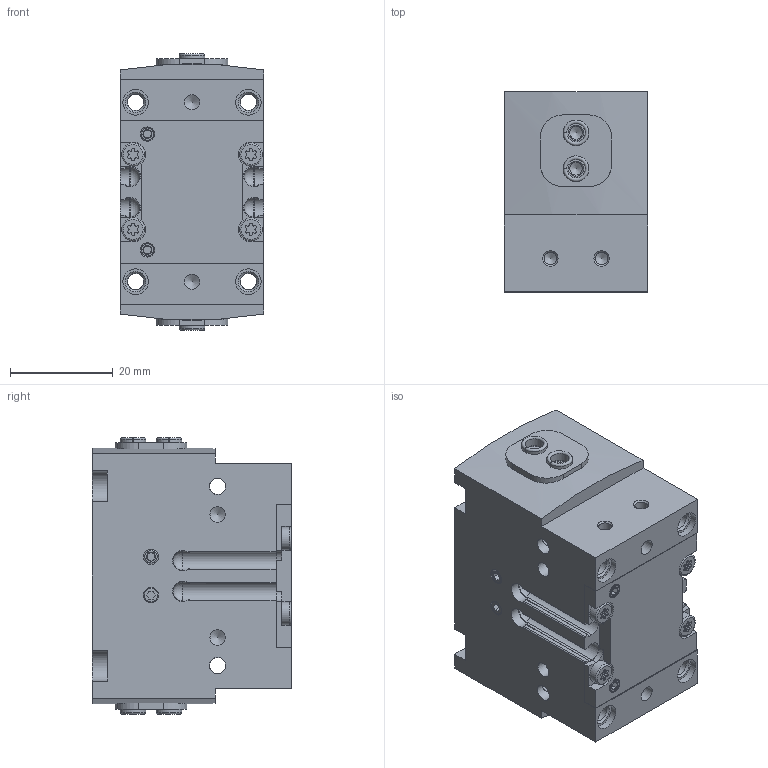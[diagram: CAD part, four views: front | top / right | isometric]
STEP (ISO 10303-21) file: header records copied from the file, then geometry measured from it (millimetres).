
FILE_DESCRIPTION(/* description */ ('STEP AP214'),/* implementation_level */ '2;1');
FILE_NAME(/* name */ '1132939_HGPD-20-A',/* time_stamp */ '2024-08-29T05:50:44+02:00',/* author */ ('License CC BY-ND 4.0'),/* organization */ ('CADENAS'),/* preprocessor_version */ 'ST-DEVELOPER v19.3',/* originating_system */ 'PARTsolutions',/* authorisation */ ' ');
FILE_SCHEMA (('AUTOMOTIVE_DESIGN {1 0 10303 214 3 1 1}'));
Length unit declared in the file: millimetre
Products named in the file (6): 1132939 HGPD-20-A---(0); 1132939 HGPD-20-A (g)---(0); 1132939 HGPD-20-A (b); 8146543 ZBH-5-B; 1131106 (f); DIN-913 - M3x3
Assembly tree (11 placements, depth 2):
  1132939 HGPD-20-A---(0)
    1132939 HGPD-20-A (g)---(0)
    1132939 HGPD-20-A (b)  x2
    8146543 ZBH-5-B  x4
    1131106 (f)
    DIN-913 - M3x3  x3
Bounding box: 28 x 39 x 54 mm (x, y, z)
Volume: 47484.9 mm3; surface area: 18068.9 mm2
Topology: 11 solids, 11 shells, 486 faces, 1200 edges, 763 vertices
Faces by surface type: plane 239, cylinder 173, cone 58, torus 12, sphere 4
Full cylindrical faces by diameter (mm): 1 x1, 2.459 x12, 3 x10, 3.2 x12, 3.242 x4, 4.134 x2, 4.5 x4, 5 x8, 5.6 x2
Entity records: 14448 total; most frequent: CARTESIAN_POINT 2232, DIRECTION 2034, ORIENTED_EDGE 1862, EDGE_CURVE 931, AXIS2_PLACEMENT_3D 731, VERTEX_POINT 657, LINE 572, VECTOR 572
